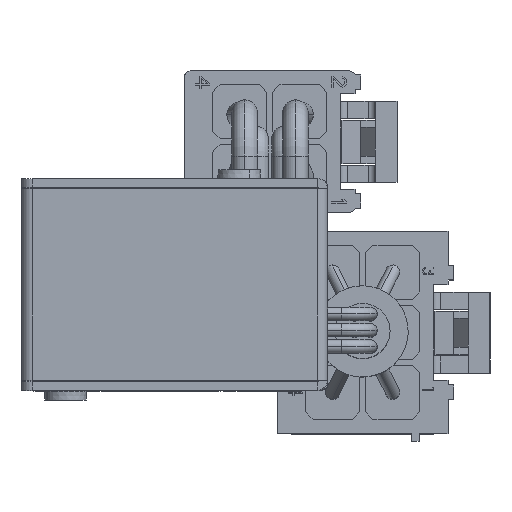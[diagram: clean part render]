
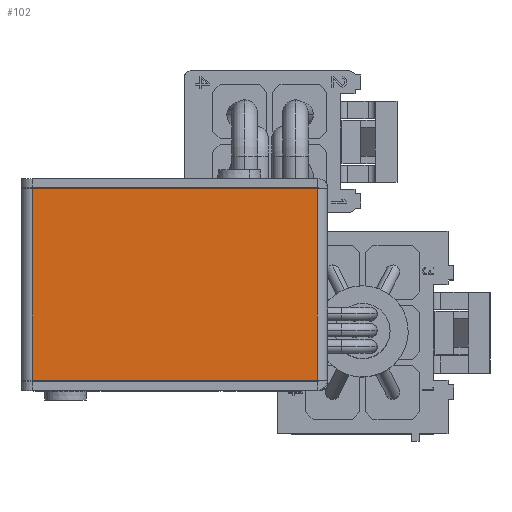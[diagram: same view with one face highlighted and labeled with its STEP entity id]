
A CAD part, top view. The second image highlights one B-rep face of the part: STEP entity #102.
In plain terms, the highlighted planar face has unit normal (0, 0, 1).
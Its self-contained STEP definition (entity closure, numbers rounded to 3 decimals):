
#35=CARTESIAN_POINT('',(-6.55,-6.61,51.1));
#36=VERTEX_POINT('',#35);
#46=CARTESIAN_POINT('',(-6.55,6.61,51.1));
#47=VERTEX_POINT('',#46);
#48=CARTESIAN_POINT('',(-6.55,-6.61,51.1));
#49=DIRECTION('',(0.,1.,0.));
#50=VECTOR('',#49,13.22);
#51=LINE('',#48,#50);
#52=EDGE_CURVE('',#36,#47,#51,.T.);
#72=CARTESIAN_POINT('',(13.15,6.61,51.1));
#73=DIRECTION('',(0.,-1.,0.));
#74=DIRECTION('',(0.,0.,1.));
#75=AXIS2_PLACEMENT_3D('',#72,#74,#73);
#76=PLANE('',#75);
#77=CARTESIAN_POINT('',(13.15,-6.61,51.1));
#78=VERTEX_POINT('',#77);
#79=CARTESIAN_POINT('',(13.15,-6.61,51.1));
#80=DIRECTION('',(-1.,0.,0.));
#81=VECTOR('',#80,19.7);
#82=LINE('',#79,#81);
#83=EDGE_CURVE('',#78,#36,#82,.T.);
#84=ORIENTED_EDGE('',*,*,#83,.F.);
#85=CARTESIAN_POINT('',(13.15,6.61,51.1));
#86=VERTEX_POINT('',#85);
#87=CARTESIAN_POINT('',(13.15,-6.61,51.1));
#88=DIRECTION('',(0.,1.,0.));
#89=VECTOR('',#88,13.22);
#90=LINE('',#87,#89);
#91=EDGE_CURVE('',#78,#86,#90,.T.);
#92=ORIENTED_EDGE('',*,*,#91,.T.);
#93=CARTESIAN_POINT('',(-6.55,6.61,51.1));
#94=DIRECTION('',(1.,0.,0.));
#95=VECTOR('',#94,19.7);
#96=LINE('',#93,#95);
#97=EDGE_CURVE('',#47,#86,#96,.T.);
#98=ORIENTED_EDGE('',*,*,#97,.F.);
#99=ORIENTED_EDGE('',*,*,#52,.F.);
#100=EDGE_LOOP('',(#84,#92,#98,#99));
#101=FACE_OUTER_BOUND('',#100,.T.);
#102=ADVANCED_FACE('',(#101),#76,.T.);
